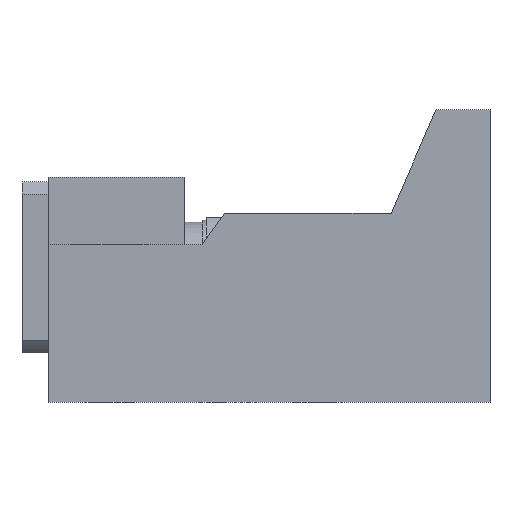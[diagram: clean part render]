
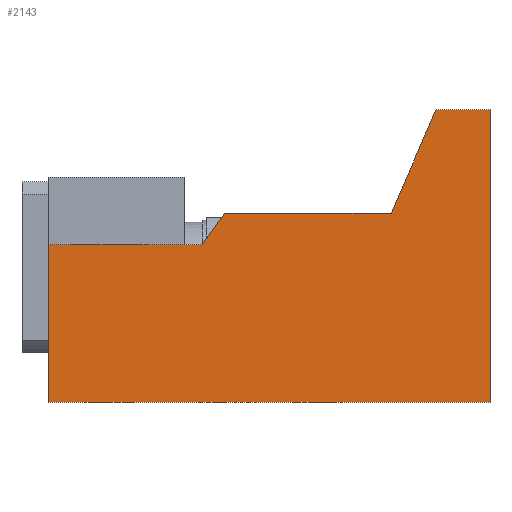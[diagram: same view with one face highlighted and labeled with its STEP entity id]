
A CAD part, front view. The second image highlights one B-rep face of the part: STEP entity #2143.
In plain terms, the highlighted planar face has unit normal (0, -1, 0).
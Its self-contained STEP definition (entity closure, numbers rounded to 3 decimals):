
#1655=CARTESIAN_POINT('Vertex',(90.,-40.,35.)) ;
#1659=CARTESIAN_POINT('Control Point',(102.,-40.,35.)) ;
#1660=CARTESIAN_POINT('Control Point',(90.,-40.,35.)) ;
#1661=CARTESIAN_POINT('Vertex',(102.,-40.,35.)) ;
#2062=CARTESIAN_POINT('Line Origine',(85.017,-40.,23.5)) ;
#2066=CARTESIAN_POINT('Vertex',(80.033,-40.,12.)) ;
#2088=CARTESIAN_POINT('Axis2P3D Location',(0.,-40.,5.)) ;
#2093=CARTESIAN_POINT('Line Origine',(61.517,-40.,12.)) ;
#2097=CARTESIAN_POINT('Vertex',(43.,-40.,12.)) ;
#2100=CARTESIAN_POINT('Line Origine',(40.5,-40.,8.5)) ;
#2104=CARTESIAN_POINT('Vertex',(38.,-40.,5.)) ;
#2107=CARTESIAN_POINT('Line Origine',(21.,-40.,5.)) ;
#2111=CARTESIAN_POINT('Vertex',(4.,-40.,5.)) ;
#2114=CARTESIAN_POINT('Line Origine',(4.,-40.,-12.5)) ;
#2118=CARTESIAN_POINT('Vertex',(4.,-40.,-30.)) ;
#2121=CARTESIAN_POINT('Line Origine',(53.,-40.,-30.)) ;
#2125=CARTESIAN_POINT('Vertex',(102.,-40.,-30.)) ;
#2128=CARTESIAN_POINT('Line Origine',(102.,-40.,2.5)) ;
#2063=DIRECTION('Vector Direction',(0.398,0.,0.918)) ;
#2089=DIRECTION('Axis2P3D Direction',(0.,-1.,0.)) ;
#2090=DIRECTION('Axis2P3D XDirection',(0.,0.,-1.)) ;
#2094=DIRECTION('Vector Direction',(1.,0.,0.)) ;
#2101=DIRECTION('Vector Direction',(-0.581,0.,-0.814)) ;
#2108=DIRECTION('Vector Direction',(1.,0.,0.)) ;
#2115=DIRECTION('Vector Direction',(0.,0.,-1.)) ;
#2122=DIRECTION('Vector Direction',(1.,0.,0.)) ;
#2129=DIRECTION('Vector Direction',(0.,0.,-1.)) ;
#2091=AXIS2_PLACEMENT_3D('Plane Axis2P3D',#2088,#2089,#2090) ;
#2134=ORIENTED_EDGE('',*,*,#2068,.T.) ;
#2135=ORIENTED_EDGE('',*,*,#2099,.F.) ;
#2136=ORIENTED_EDGE('',*,*,#2106,.T.) ;
#2137=ORIENTED_EDGE('',*,*,#2113,.F.) ;
#2138=ORIENTED_EDGE('',*,*,#2120,.T.) ;
#2139=ORIENTED_EDGE('',*,*,#2127,.T.) ;
#2140=ORIENTED_EDGE('',*,*,#2132,.F.) ;
#2141=ORIENTED_EDGE('',*,*,#1663,.F.) ;
#2064=VECTOR('Line Direction',#2063,1.) ;
#2095=VECTOR('Line Direction',#2094,1.) ;
#2102=VECTOR('Line Direction',#2101,1.) ;
#2109=VECTOR('Line Direction',#2108,1.) ;
#2116=VECTOR('Line Direction',#2115,1.) ;
#2123=VECTOR('Line Direction',#2122,1.) ;
#2130=VECTOR('Line Direction',#2129,1.) ;
#2143=ADVANCED_FACE('\X2\96F64EF651E04F554F53\X0\',(#2142),#2092,.T.) ;
#1658=B_SPLINE_CURVE_WITH_KNOTS('',1,(#1659,#1660),.UNSPECIFIED.,.F.,.U.,(2,2),(0.,12.),.UNSPECIFIED.) ;
#1663=EDGE_CURVE('',#1656,#1662,#1658,.F.) ;
#2068=EDGE_CURVE('',#1656,#2067,#2065,.F.) ;
#2099=EDGE_CURVE('',#2098,#2067,#2096,.T.) ;
#2106=EDGE_CURVE('',#2098,#2105,#2103,.T.) ;
#2113=EDGE_CURVE('',#2112,#2105,#2110,.T.) ;
#2120=EDGE_CURVE('',#2112,#2119,#2117,.T.) ;
#2127=EDGE_CURVE('',#2119,#2126,#2124,.T.) ;
#2132=EDGE_CURVE('',#1662,#2126,#2131,.T.) ;
#2133=EDGE_LOOP('',(#2134,#2135,#2136,#2137,#2138,#2139,#2140,#2141)) ;
#2142=FACE_OUTER_BOUND('',#2133,.T.) ;
#2065=LINE('Line',#2062,#2064) ;
#2096=LINE('Line',#2093,#2095) ;
#2103=LINE('Line',#2100,#2102) ;
#2110=LINE('Line',#2107,#2109) ;
#2117=LINE('Line',#2114,#2116) ;
#2124=LINE('Line',#2121,#2123) ;
#2131=LINE('Line',#2128,#2130) ;
#2092=PLANE('Plane',#2091) ;
#1656=VERTEX_POINT('',#1655) ;
#1662=VERTEX_POINT('',#1661) ;
#2067=VERTEX_POINT('',#2066) ;
#2098=VERTEX_POINT('',#2097) ;
#2105=VERTEX_POINT('',#2104) ;
#2112=VERTEX_POINT('',#2111) ;
#2119=VERTEX_POINT('',#2118) ;
#2126=VERTEX_POINT('',#2125) ;
